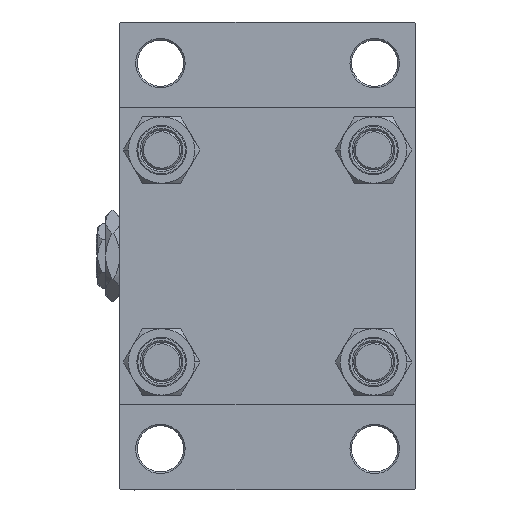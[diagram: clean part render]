
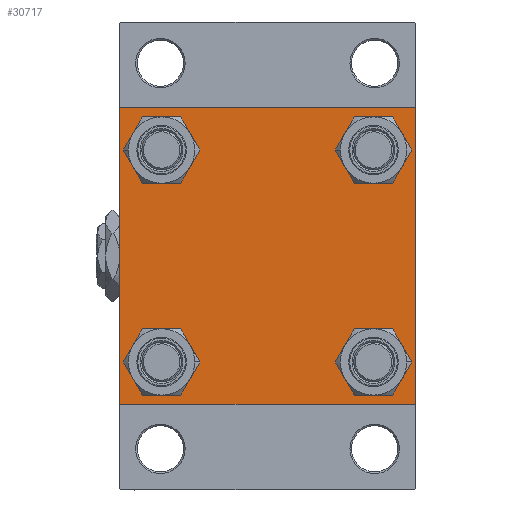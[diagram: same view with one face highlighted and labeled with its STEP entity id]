
A CAD part, left-side view. The second image highlights one B-rep face of the part: STEP entity #30717.
In plain terms, the highlighted planar face has unit normal (-1, 0, 0).
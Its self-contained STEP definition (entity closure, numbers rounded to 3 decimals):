
#720 = LINE ( 'NONE', #15882, #21184 ) ;
#827 = CIRCLE ( 'NONE', #34984, 6.5 ) ;
#860 = EDGE_CURVE ( 'NONE', #34067, #45681, #25470, .T. ) ;
#1309 = ORIENTED_EDGE ( 'NONE', *, *, #31683, .T. ) ;
#2182 = EDGE_CURVE ( 'NONE', #33312, #45008, #39351, .T. ) ;
#2299 = VERTEX_POINT ( 'NONE', #32334 ) ;
#2823 = AXIS2_PLACEMENT_3D ( 'NONE', #3287, #41575, #18468 ) ;
#3287 = CARTESIAN_POINT ( 'NONE',  ( 0., 32.15, -32.15 ) ) ;
#3853 = DIRECTION ( 'NONE',  ( 0., 0., -1. ) ) ;
#3865 = CARTESIAN_POINT ( 'NONE',  ( 0., -44.75, -44.75 ) ) ;
#4008 = DIRECTION ( 'NONE',  ( 1., 0., 0. ) ) ;
#4238 = PLANE ( 'NONE',  #31721 ) ;
#4309 = CIRCLE ( 'NONE', #20191, 6.5 ) ;
#4417 = EDGE_CURVE ( 'NONE', #45008, #33312, #9233, .T. ) ;
#4429 = EDGE_CURVE ( 'NONE', #18119, #43736, #720, .T. ) ;
#4487 = CARTESIAN_POINT ( 'NONE',  ( 0., -32.15, -32.15 ) ) ;
#5617 = ORIENTED_EDGE ( 'NONE', *, *, #860, .F. ) ;
#5826 = VECTOR ( 'NONE', #6024, 1000. ) ;
#6024 = DIRECTION ( 'NONE',  ( 0., 0., -1. ) ) ;
#6618 = EDGE_LOOP ( 'NONE', ( #42978, #19572 ) ) ;
#6752 = VERTEX_POINT ( 'NONE', #14651 ) ;
#7065 = VECTOR ( 'NONE', #7178, 1000. ) ;
#7178 = DIRECTION ( 'NONE',  ( 0., 0.707, 0.707 ) ) ;
#7941 = AXIS2_PLACEMENT_3D ( 'NONE', #42159, #34215, #48868 ) ;
#8438 = CARTESIAN_POINT ( 'NONE',  ( 0., 0., 0. ) ) ;
#8542 = DIRECTION ( 'NONE',  ( 0., 0., 1. ) ) ;
#9233 = CIRCLE ( 'NONE', #45769, 6.5 ) ;
#9349 = CARTESIAN_POINT ( 'NONE',  ( 0., 44.5, -45. ) ) ;
#10077 = DIRECTION ( 'NONE',  ( 1., 0., 0. ) ) ;
#10635 = EDGE_CURVE ( 'NONE', #6752, #40065, #14233, .T. ) ;
#10661 = LINE ( 'NONE', #18390, #7065 ) ;
#11813 = AXIS2_PLACEMENT_3D ( 'NONE', #38797, #4008, #46263 ) ;
#11926 = DIRECTION ( 'NONE',  ( 0., 0., 1. ) ) ;
#12096 = EDGE_CURVE ( 'NONE', #43736, #45339, #28493, .T. ) ;
#12143 = CARTESIAN_POINT ( 'NONE',  ( 0., 32.15, -25.65 ) ) ;
#12879 = CARTESIAN_POINT ( 'NONE',  ( 0., 32.15, -32.15 ) ) ;
#13386 = AXIS2_PLACEMENT_3D ( 'NONE', #39637, #28205, #8542 ) ;
#14215 = EDGE_CURVE ( 'NONE', #24583, #45681, #10661, .T. ) ;
#14233 = CIRCLE ( 'NONE', #11813, 6.5 ) ;
#14651 = CARTESIAN_POINT ( 'NONE',  ( 0., -32.15, 38.65 ) ) ;
#15683 = DIRECTION ( 'NONE',  ( 0., 0.707, -0.707 ) ) ;
#15882 = CARTESIAN_POINT ( 'NONE',  ( 0., 44.75, -44.75 ) ) ;
#15944 = VECTOR ( 'NONE', #3853, 1000. ) ;
#16648 = FACE_OUTER_BOUND ( 'NONE', #27627, .T. ) ;
#16662 = EDGE_CURVE ( 'NONE', #45339, #2299, #45148, .T. ) ;
#17524 = EDGE_CURVE ( 'NONE', #37776, #43828, #24636, .T. ) ;
#17590 = ORIENTED_EDGE ( 'NONE', *, *, #12096, .T. ) ;
#18119 = VERTEX_POINT ( 'NONE', #18939 ) ;
#18390 = CARTESIAN_POINT ( 'NONE',  ( 0., -44.75, 44.75 ) ) ;
#18468 = DIRECTION ( 'NONE',  ( 0., 0., 1. ) ) ;
#18939 = CARTESIAN_POINT ( 'NONE',  ( 0., 45., -44.5 ) ) ;
#19338 = ORIENTED_EDGE ( 'NONE', *, *, #16662, .T. ) ;
#19572 = ORIENTED_EDGE ( 'NONE', *, *, #36714, .T. ) ;
#19844 = AXIS2_PLACEMENT_3D ( 'NONE', #4487, #31832, #28098 ) ;
#20152 = FACE_BOUND ( 'NONE', #44503, .T. ) ;
#20191 = AXIS2_PLACEMENT_3D ( 'NONE', #28764, #21063, #44670 ) ;
#20557 = CIRCLE ( 'NONE', #13386, 6.5 ) ;
#20860 = ORIENTED_EDGE ( 'NONE', *, *, #29358, .T. ) ;
#21063 = DIRECTION ( 'NONE',  ( 1., 0., 0. ) ) ;
#21184 = VECTOR ( 'NONE', #31067, 1000. ) ;
#21976 = CARTESIAN_POINT ( 'NONE',  ( 0., -32.15, -25.65 ) ) ;
#21977 = ORIENTED_EDGE ( 'NONE', *, *, #14215, .T. ) ;
#22333 = CARTESIAN_POINT ( 'NONE',  ( 0., 32.15, 38.65 ) ) ;
#22422 = CARTESIAN_POINT ( 'NONE',  ( 0., 45., 44.5 ) ) ;
#22681 = CARTESIAN_POINT ( 'NONE',  ( 0., 44.75, 44.75 ) ) ;
#23534 = EDGE_CURVE ( 'NONE', #24583, #2299, #28658, .T. ) ;
#23546 = CARTESIAN_POINT ( 'NONE',  ( 0., -32.15, -38.65 ) ) ;
#23806 = VECTOR ( 'NONE', #30479, 1000. ) ;
#24065 = ORIENTED_EDGE ( 'NONE', *, *, #17524, .T. ) ;
#24262 = CARTESIAN_POINT ( 'NONE',  ( 0., 45., -45. ) ) ;
#24513 = VECTOR ( 'NONE', #15683, 1000. ) ;
#24583 = VERTEX_POINT ( 'NONE', #37951 ) ;
#24635 = VERTEX_POINT ( 'NONE', #37466 ) ;
#24636 = CIRCLE ( 'NONE', #7941, 6.5 ) ;
#25470 = LINE ( 'NONE', #44618, #46472 ) ;
#26180 = VECTOR ( 'NONE', #43653, 1000. ) ;
#26309 = ORIENTED_EDGE ( 'NONE', *, *, #29444, .T. ) ;
#27627 = EDGE_LOOP ( 'NONE', ( #47674, #30307, #17590, #19338, #33206, #21977, #5617, #26309 ) ) ;
#28065 = DIRECTION ( 'NONE',  ( 1., 0., 0. ) ) ;
#28098 = DIRECTION ( 'NONE',  ( 0., 0., 1. ) ) ;
#28205 = DIRECTION ( 'NONE',  ( 1., 0., 0. ) ) ;
#28493 = LINE ( 'NONE', #24262, #26180 ) ;
#28658 = LINE ( 'NONE', #43816, #5826 ) ;
#28764 = CARTESIAN_POINT ( 'NONE',  ( 0., 32.15, 32.15 ) ) ;
#29275 = VERTEX_POINT ( 'NONE', #22333 ) ;
#29358 = EDGE_CURVE ( 'NONE', #29275, #24635, #20557, .T. ) ;
#29444 = EDGE_CURVE ( 'NONE', #34067, #31507, #38568, .T. ) ;
#29977 = CARTESIAN_POINT ( 'NONE',  ( 0., 45., 45. ) ) ;
#30307 = ORIENTED_EDGE ( 'NONE', *, *, #4429, .T. ) ;
#30479 = DIRECTION ( 'NONE',  ( 0., -0.707, 0.707 ) ) ;
#30717 = ADVANCED_FACE ( 'NONE', ( #30844, #20152, #46250, #38307, #16648 ), #4238, .T. ) ;
#30774 = ORIENTED_EDGE ( 'NONE', *, *, #2182, .T. ) ;
#30844 = FACE_BOUND ( 'NONE', #6618, .T. ) ;
#31067 = DIRECTION ( 'NONE',  ( 0., -0.707, -0.707 ) ) ;
#31507 = VERTEX_POINT ( 'NONE', #22422 ) ;
#31683 = EDGE_CURVE ( 'NONE', #43828, #37776, #45256, .T. ) ;
#31721 = AXIS2_PLACEMENT_3D ( 'NONE', #8438, #46006, #11926 ) ;
#31832 = DIRECTION ( 'NONE',  ( 1., 0., 0. ) ) ;
#32334 = CARTESIAN_POINT ( 'NONE',  ( 0., -45., -44.5 ) ) ;
#33206 = ORIENTED_EDGE ( 'NONE', *, *, #23534, .F. ) ;
#33312 = VERTEX_POINT ( 'NONE', #12143 ) ;
#33703 = LINE ( 'NONE', #29977, #15944 ) ;
#34067 = VERTEX_POINT ( 'NONE', #34384 ) ;
#34215 = DIRECTION ( 'NONE',  ( 1., 0., 0. ) ) ;
#34384 = CARTESIAN_POINT ( 'NONE',  ( 0., 44.5, 45. ) ) ;
#34843 = CARTESIAN_POINT ( 'NONE',  ( 0., -44.5, -45. ) ) ;
#34984 = AXIS2_PLACEMENT_3D ( 'NONE', #39935, #10077, #36700 ) ;
#36413 = DIRECTION ( 'NONE',  ( 0., -1., 0. ) ) ;
#36700 = DIRECTION ( 'NONE',  ( 0., 0., 1. ) ) ;
#36714 = EDGE_CURVE ( 'NONE', #40065, #6752, #827, .T. ) ;
#36767 = EDGE_CURVE ( 'NONE', #31507, #18119, #33703, .T. ) ;
#37466 = CARTESIAN_POINT ( 'NONE',  ( 0., 32.15, 25.65 ) ) ;
#37776 = VERTEX_POINT ( 'NONE', #21976 ) ;
#37951 = CARTESIAN_POINT ( 'NONE',  ( 0., -45., 44.5 ) ) ;
#38307 = FACE_BOUND ( 'NONE', #39044, .T. ) ;
#38568 = LINE ( 'NONE', #22681, #24513 ) ;
#38797 = CARTESIAN_POINT ( 'NONE',  ( 0., -32.15, 32.15 ) ) ;
#39044 = EDGE_LOOP ( 'NONE', ( #20860, #45925 ) ) ;
#39351 = CIRCLE ( 'NONE', #2823, 6.5 ) ;
#39502 = DIRECTION ( 'NONE',  ( 0., 0., 1. ) ) ;
#39615 = EDGE_LOOP ( 'NONE', ( #30774, #42421 ) ) ;
#39637 = CARTESIAN_POINT ( 'NONE',  ( 0., 32.15, 32.15 ) ) ;
#39683 = CARTESIAN_POINT ( 'NONE',  ( 0., -44.5, 45. ) ) ;
#39935 = CARTESIAN_POINT ( 'NONE',  ( 0., -32.15, 32.15 ) ) ;
#40065 = VERTEX_POINT ( 'NONE', #42981 ) ;
#40897 = CARTESIAN_POINT ( 'NONE',  ( 0., 32.15, -38.65 ) ) ;
#41575 = DIRECTION ( 'NONE',  ( 1., 0., 0. ) ) ;
#42159 = CARTESIAN_POINT ( 'NONE',  ( 0., -32.15, -32.15 ) ) ;
#42421 = ORIENTED_EDGE ( 'NONE', *, *, #4417, .T. ) ;
#42978 = ORIENTED_EDGE ( 'NONE', *, *, #10635, .T. ) ;
#42981 = CARTESIAN_POINT ( 'NONE',  ( 0., -32.15, 25.65 ) ) ;
#43653 = DIRECTION ( 'NONE',  ( 0., -1., 0. ) ) ;
#43736 = VERTEX_POINT ( 'NONE', #9349 ) ;
#43816 = CARTESIAN_POINT ( 'NONE',  ( 0., -45., 45. ) ) ;
#43828 = VERTEX_POINT ( 'NONE', #23546 ) ;
#43979 = EDGE_CURVE ( 'NONE', #24635, #29275, #4309, .T. ) ;
#44503 = EDGE_LOOP ( 'NONE', ( #24065, #1309 ) ) ;
#44618 = CARTESIAN_POINT ( 'NONE',  ( 0., 45., 45. ) ) ;
#44670 = DIRECTION ( 'NONE',  ( 0., 0., 1. ) ) ;
#45008 = VERTEX_POINT ( 'NONE', #40897 ) ;
#45148 = LINE ( 'NONE', #3865, #23806 ) ;
#45256 = CIRCLE ( 'NONE', #19844, 6.5 ) ;
#45339 = VERTEX_POINT ( 'NONE', #34843 ) ;
#45681 = VERTEX_POINT ( 'NONE', #39683 ) ;
#45769 = AXIS2_PLACEMENT_3D ( 'NONE', #12879, #28065, #39502 ) ;
#45925 = ORIENTED_EDGE ( 'NONE', *, *, #43979, .T. ) ;
#46006 = DIRECTION ( 'NONE',  ( -1., 0., 0. ) ) ;
#46250 = FACE_BOUND ( 'NONE', #39615, .T. ) ;
#46263 = DIRECTION ( 'NONE',  ( 0., 0., 1. ) ) ;
#46472 = VECTOR ( 'NONE', #36413, 1000. ) ;
#47674 = ORIENTED_EDGE ( 'NONE', *, *, #36767, .T. ) ;
#48868 = DIRECTION ( 'NONE',  ( 0., 0., 1. ) ) ;
